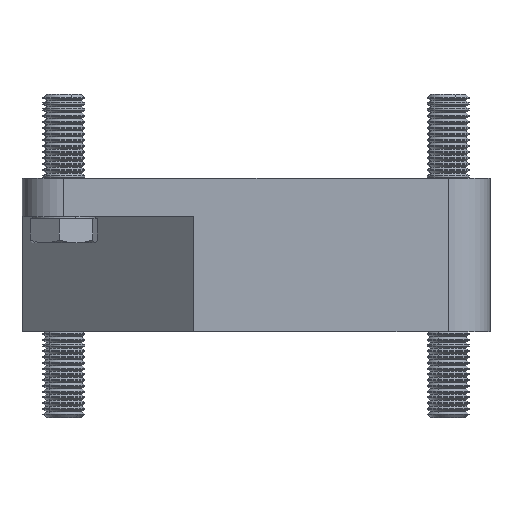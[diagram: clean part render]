
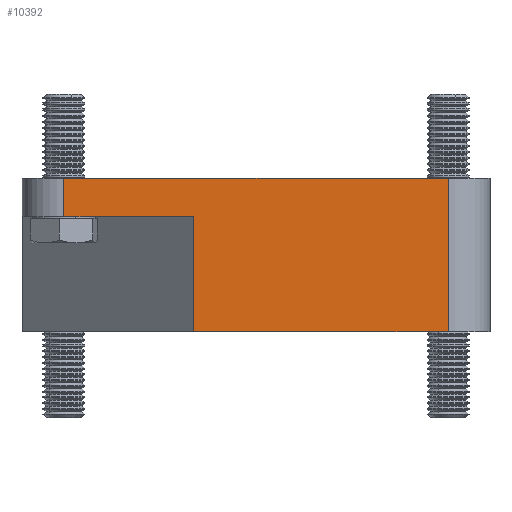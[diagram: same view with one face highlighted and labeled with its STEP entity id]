
A CAD part, left-side view. The second image highlights one B-rep face of the part: STEP entity #10392.
In plain terms, the highlighted planar face has unit normal (-1, 0, 0).
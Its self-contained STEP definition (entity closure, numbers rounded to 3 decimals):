
#333 = CARTESIAN_POINT ( 'NONE',  ( -67., 17.853, -86.7 ) ) ;
#647 = CARTESIAN_POINT ( 'NONE',  ( -67., 17.853, -53.7 ) ) ;
#888 = VECTOR ( 'NONE', #11469, 1000. ) ;
#966 = VERTEX_POINT ( 'NONE', #6920 ) ;
#1179 = VECTOR ( 'NONE', #13321, 1000. ) ;
#1399 = VECTOR ( 'NONE', #14674, 1000. ) ;
#1527 = LINE ( 'NONE', #8104, #888 ) ;
#1605 = CARTESIAN_POINT ( 'NONE',  ( -67., 55., -86.7 ) ) ;
#2778 = EDGE_LOOP ( 'NONE', ( #9469, #12297, #12824, #12335, #4380, #9401 ) ) ;
#3081 = VERTEX_POINT ( 'NONE', #15490 ) ;
#4373 = AXIS2_PLACEMENT_3D ( 'NONE', #9209, #13094, #10567 ) ;
#4380 = ORIENTED_EDGE ( 'NONE', *, *, #13513, .F. ) ;
#4941 = CARTESIAN_POINT ( 'NONE',  ( -67., -55., -86.7 ) ) ;
#5748 = EDGE_CURVE ( 'NONE', #966, #8622, #11990, .T. ) ;
#6428 = VECTOR ( 'NONE', #16981, 1000. ) ;
#6735 = CARTESIAN_POINT ( 'NONE',  ( -67., -55., -42.7 ) ) ;
#6745 = VERTEX_POINT ( 'NONE', #14349 ) ;
#6920 = CARTESIAN_POINT ( 'NONE',  ( -67., 55., -42.7 ) ) ;
#7111 = FACE_OUTER_BOUND ( 'NONE', #2778, .T. ) ;
#7466 = DIRECTION ( 'NONE',  ( 0., 0., -1. ) ) ;
#8104 = CARTESIAN_POINT ( 'NONE',  ( -67., 17.853, -53.7 ) ) ;
#8243 = DIRECTION ( 'NONE',  ( 0., 0., 1. ) ) ;
#8622 = VERTEX_POINT ( 'NONE', #6735 ) ;
#9209 = CARTESIAN_POINT ( 'NONE',  ( -67., 55., -86.7 ) ) ;
#9401 = ORIENTED_EDGE ( 'NONE', *, *, #15121, .F. ) ;
#9469 = ORIENTED_EDGE ( 'NONE', *, *, #10661, .T. ) ;
#9818 = VERTEX_POINT ( 'NONE', #333 ) ;
#10392 = ADVANCED_FACE ( 'NONE', ( #7111 ), #17194, .T. ) ;
#10536 = LINE ( 'NONE', #1605, #1179 ) ;
#10567 = DIRECTION ( 'NONE',  ( 0., 0., 1. ) ) ;
#10661 = EDGE_CURVE ( 'NONE', #3081, #9818, #16448, .T. ) ;
#11074 = CARTESIAN_POINT ( 'NONE',  ( -67., 55., -53.7 ) ) ;
#11469 = DIRECTION ( 'NONE',  ( 0., 1., 0. ) ) ;
#11990 = LINE ( 'NONE', #13324, #1399 ) ;
#12135 = EDGE_CURVE ( 'NONE', #6745, #8622, #13668, .T. ) ;
#12189 = LINE ( 'NONE', #16357, #16334 ) ;
#12297 = ORIENTED_EDGE ( 'NONE', *, *, #14006, .T. ) ;
#12335 = ORIENTED_EDGE ( 'NONE', *, *, #5748, .F. ) ;
#12454 = VERTEX_POINT ( 'NONE', #11074 ) ;
#12824 = ORIENTED_EDGE ( 'NONE', *, *, #12135, .T. ) ;
#13094 = DIRECTION ( 'NONE',  ( -1., 0., 0. ) ) ;
#13321 = DIRECTION ( 'NONE',  ( 0., -1., 0. ) ) ;
#13324 = CARTESIAN_POINT ( 'NONE',  ( -67., 55., -42.7 ) ) ;
#13513 = EDGE_CURVE ( 'NONE', #12454, #966, #12189, .T. ) ;
#13668 = LINE ( 'NONE', #4941, #6428 ) ;
#13945 = VECTOR ( 'NONE', #7466, 1000. ) ;
#14006 = EDGE_CURVE ( 'NONE', #9818, #6745, #10536, .T. ) ;
#14349 = CARTESIAN_POINT ( 'NONE',  ( -67., -55., -86.7 ) ) ;
#14674 = DIRECTION ( 'NONE',  ( 0., -1., 0. ) ) ;
#15121 = EDGE_CURVE ( 'NONE', #3081, #12454, #1527, .T. ) ;
#15490 = CARTESIAN_POINT ( 'NONE',  ( -67., 17.853, -53.7 ) ) ;
#16334 = VECTOR ( 'NONE', #8243, 1000. ) ;
#16357 = CARTESIAN_POINT ( 'NONE',  ( -67., 55., -86.7 ) ) ;
#16448 = LINE ( 'NONE', #647, #13945 ) ;
#16981 = DIRECTION ( 'NONE',  ( 0., 0., 1. ) ) ;
#17194 = PLANE ( 'NONE',  #4373 ) ;
